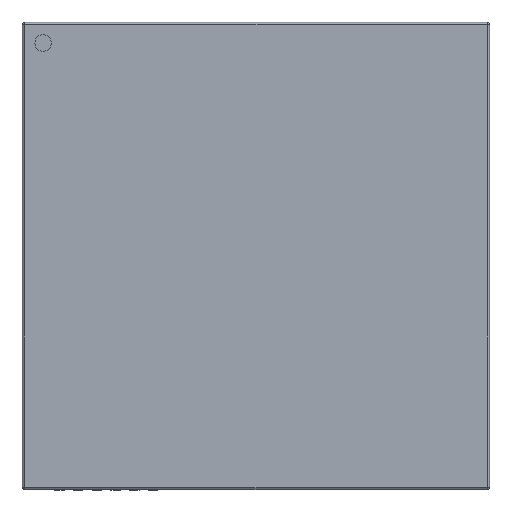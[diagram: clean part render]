
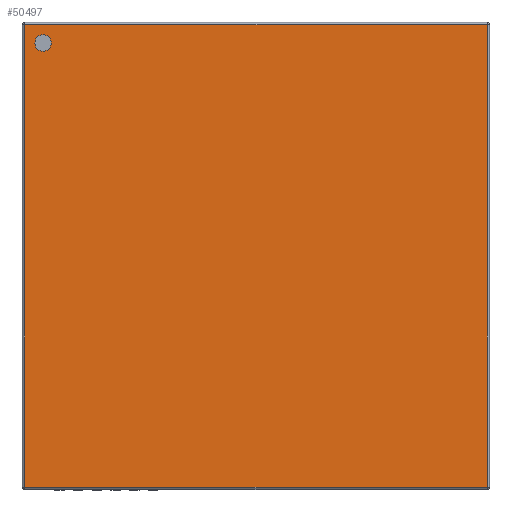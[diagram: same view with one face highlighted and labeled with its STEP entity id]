
A CAD part, top view. The second image highlights one B-rep face of the part: STEP entity #50497.
In plain terms, the highlighted planar face has unit normal (0, 0, 1).
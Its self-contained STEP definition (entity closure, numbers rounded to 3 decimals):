
#10918 = CYLINDRICAL_SURFACE('',#10919,0.05);
#10919 = AXIS2_PLACEMENT_3D('',#10920,#10921,#10922);
#10920 = CARTESIAN_POINT('',(-4.99,-4.94,0.83));
#10921 = DIRECTION('',(1.,0.,0.));
#10922 = DIRECTION('',(0.,-1.,0.));
#43214 = VERTEX_POINT('',#43215);
#43215 = CARTESIAN_POINT('',(-4.94,-4.94,0.88));
#43237 = EDGE_CURVE('',#43214,#43238,#43240,.T.);
#43238 = VERTEX_POINT('',#43239);
#43239 = CARTESIAN_POINT('',(4.94,-4.94,0.88));
#43240 = SURFACE_CURVE('',#43241,(#43245,#43252),.PCURVE_S1.);
#43241 = LINE('',#43242,#43243);
#43242 = CARTESIAN_POINT('',(-4.99,-4.94,0.88));
#43243 = VECTOR('',#43244,1.);
#43244 = DIRECTION('',(1.,0.,0.));
#43245 = PCURVE('',#10918,#43246);
#43246 = DEFINITIONAL_REPRESENTATION('',(#43247),#43251);
#43247 = LINE('',#43248,#43249);
#43248 = CARTESIAN_POINT('',(-1.571,0.));
#43249 = VECTOR('',#43250,1.);
#43250 = DIRECTION('',(-0.,1.));
#43251 = ( GEOMETRIC_REPRESENTATION_CONTEXT(2) 
PARAMETRIC_REPRESENTATION_CONTEXT() REPRESENTATION_CONTEXT('2D SPACE',''
  ) );
#43252 = PCURVE('',#43253,#43258);
#43253 = PLANE('',#43254);
#43254 = AXIS2_PLACEMENT_3D('',#43255,#43256,#43257);
#43255 = CARTESIAN_POINT('',(-4.99,-4.99,0.88));
#43256 = DIRECTION('',(0.,0.,1.));
#43257 = DIRECTION('',(1.,0.,0.));
#43258 = DEFINITIONAL_REPRESENTATION('',(#43259),#43263);
#43259 = LINE('',#43260,#43261);
#43260 = CARTESIAN_POINT('',(0.,0.05));
#43261 = VECTOR('',#43262,1.);
#43262 = DIRECTION('',(1.,0.));
#43263 = ( GEOMETRIC_REPRESENTATION_CONTEXT(2) 
PARAMETRIC_REPRESENTATION_CONTEXT() REPRESENTATION_CONTEXT('2D SPACE',''
  ) );
#43972 = CYLINDRICAL_SURFACE('',#43973,0.05);
#43973 = AXIS2_PLACEMENT_3D('',#43974,#43975,#43976);
#43974 = CARTESIAN_POINT('',(-4.94,4.94,0.83));
#43975 = DIRECTION('',(-0.,-1.,-0.));
#43976 = DIRECTION('',(-1.,0.,0.));
#46627 = CYLINDRICAL_SURFACE('',#46628,0.05);
#46628 = AXIS2_PLACEMENT_3D('',#46629,#46630,#46631);
#46629 = CARTESIAN_POINT('',(-4.99,4.94,0.83));
#46630 = DIRECTION('',(1.,0.,0.));
#46631 = DIRECTION('',(0.,1.,0.));
#47719 = CYLINDRICAL_SURFACE('',#47720,0.05);
#47720 = AXIS2_PLACEMENT_3D('',#47721,#47722,#47723);
#47721 = CARTESIAN_POINT('',(4.94,-4.94,0.83));
#47722 = DIRECTION('',(0.,1.,0.));
#47723 = DIRECTION('',(0.,0.,1.));
#50497 = ADVANCED_FACE('',(#50498,#50568),#43253,.T.);
#50498 = FACE_BOUND('',#50499,.T.);
#50499 = EDGE_LOOP('',(#50500,#50501,#50524,#50547));
#50500 = ORIENTED_EDGE('',*,*,#43237,.T.);
#50501 = ORIENTED_EDGE('',*,*,#50502,.T.);
#50502 = EDGE_CURVE('',#43238,#50503,#50505,.T.);
#50503 = VERTEX_POINT('',#50504);
#50504 = CARTESIAN_POINT('',(4.94,4.94,0.88));
#50505 = SURFACE_CURVE('',#50506,(#50510,#50517),.PCURVE_S1.);
#50506 = LINE('',#50507,#50508);
#50507 = CARTESIAN_POINT('',(4.94,-4.94,0.88));
#50508 = VECTOR('',#50509,1.);
#50509 = DIRECTION('',(0.,1.,0.));
#50510 = PCURVE('',#43253,#50511);
#50511 = DEFINITIONAL_REPRESENTATION('',(#50512),#50516);
#50512 = LINE('',#50513,#50514);
#50513 = CARTESIAN_POINT('',(9.93,0.05));
#50514 = VECTOR('',#50515,1.);
#50515 = DIRECTION('',(0.,1.));
#50516 = ( GEOMETRIC_REPRESENTATION_CONTEXT(2) 
PARAMETRIC_REPRESENTATION_CONTEXT() REPRESENTATION_CONTEXT('2D SPACE',''
  ) );
#50517 = PCURVE('',#47719,#50518);
#50518 = DEFINITIONAL_REPRESENTATION('',(#50519),#50523);
#50519 = LINE('',#50520,#50521);
#50520 = CARTESIAN_POINT('',(0.,0.));
#50521 = VECTOR('',#50522,1.);
#50522 = DIRECTION('',(0.,1.));
#50523 = ( GEOMETRIC_REPRESENTATION_CONTEXT(2) 
PARAMETRIC_REPRESENTATION_CONTEXT() REPRESENTATION_CONTEXT('2D SPACE',''
  ) );
#50524 = ORIENTED_EDGE('',*,*,#50525,.F.);
#50525 = EDGE_CURVE('',#50526,#50503,#50528,.T.);
#50526 = VERTEX_POINT('',#50527);
#50527 = CARTESIAN_POINT('',(-4.94,4.94,0.88));
#50528 = SURFACE_CURVE('',#50529,(#50533,#50540),.PCURVE_S1.);
#50529 = LINE('',#50530,#50531);
#50530 = CARTESIAN_POINT('',(-4.99,4.94,0.88));
#50531 = VECTOR('',#50532,1.);
#50532 = DIRECTION('',(1.,0.,0.));
#50533 = PCURVE('',#43253,#50534);
#50534 = DEFINITIONAL_REPRESENTATION('',(#50535),#50539);
#50535 = LINE('',#50536,#50537);
#50536 = CARTESIAN_POINT('',(0.,9.93));
#50537 = VECTOR('',#50538,1.);
#50538 = DIRECTION('',(1.,0.));
#50539 = ( GEOMETRIC_REPRESENTATION_CONTEXT(2) 
PARAMETRIC_REPRESENTATION_CONTEXT() REPRESENTATION_CONTEXT('2D SPACE',''
  ) );
#50540 = PCURVE('',#46627,#50541);
#50541 = DEFINITIONAL_REPRESENTATION('',(#50542),#50546);
#50542 = LINE('',#50543,#50544);
#50543 = CARTESIAN_POINT('',(1.571,0.));
#50544 = VECTOR('',#50545,1.);
#50545 = DIRECTION('',(0.,1.));
#50546 = ( GEOMETRIC_REPRESENTATION_CONTEXT(2) 
PARAMETRIC_REPRESENTATION_CONTEXT() REPRESENTATION_CONTEXT('2D SPACE',''
  ) );
#50547 = ORIENTED_EDGE('',*,*,#50548,.T.);
#50548 = EDGE_CURVE('',#50526,#43214,#50549,.T.);
#50549 = SURFACE_CURVE('',#50550,(#50554,#50561),.PCURVE_S1.);
#50550 = LINE('',#50551,#50552);
#50551 = CARTESIAN_POINT('',(-4.94,4.94,0.88));
#50552 = VECTOR('',#50553,1.);
#50553 = DIRECTION('',(-0.,-1.,-0.));
#50554 = PCURVE('',#43253,#50555);
#50555 = DEFINITIONAL_REPRESENTATION('',(#50556),#50560);
#50556 = LINE('',#50557,#50558);
#50557 = CARTESIAN_POINT('',(0.05,9.93));
#50558 = VECTOR('',#50559,1.);
#50559 = DIRECTION('',(-0.,-1.));
#50560 = ( GEOMETRIC_REPRESENTATION_CONTEXT(2) 
PARAMETRIC_REPRESENTATION_CONTEXT() REPRESENTATION_CONTEXT('2D SPACE',''
  ) );
#50561 = PCURVE('',#43972,#50562);
#50562 = DEFINITIONAL_REPRESENTATION('',(#50563),#50567);
#50563 = LINE('',#50564,#50565);
#50564 = CARTESIAN_POINT('',(-1.571,0.));
#50565 = VECTOR('',#50566,1.);
#50566 = DIRECTION('',(-0.,1.));
#50567 = ( GEOMETRIC_REPRESENTATION_CONTEXT(2) 
PARAMETRIC_REPRESENTATION_CONTEXT() REPRESENTATION_CONTEXT('2D SPACE',''
  ) );
#50568 = FACE_BOUND('',#50569,.T.);
#50569 = EDGE_LOOP('',(#50570));
#50570 = ORIENTED_EDGE('',*,*,#50571,.F.);
#50571 = EDGE_CURVE('',#50572,#50572,#50574,.T.);
#50572 = VERTEX_POINT('',#50573);
#50573 = CARTESIAN_POINT('',(-4.375,-4.55,0.88));
#50574 = SURFACE_CURVE('',#50575,(#50580,#50587),.PCURVE_S1.);
#50575 = CIRCLE('',#50576,0.175);
#50576 = AXIS2_PLACEMENT_3D('',#50577,#50578,#50579);
#50577 = CARTESIAN_POINT('',(-4.55,-4.55,0.88));
#50578 = DIRECTION('',(0.,0.,1.));
#50579 = DIRECTION('',(1.,0.,0.));
#50580 = PCURVE('',#43253,#50581);
#50581 = DEFINITIONAL_REPRESENTATION('',(#50582),#50586);
#50582 = CIRCLE('',#50583,0.175);
#50583 = AXIS2_PLACEMENT_2D('',#50584,#50585);
#50584 = CARTESIAN_POINT('',(0.44,0.44));
#50585 = DIRECTION('',(1.,0.));
#50586 = ( GEOMETRIC_REPRESENTATION_CONTEXT(2) 
PARAMETRIC_REPRESENTATION_CONTEXT() REPRESENTATION_CONTEXT('2D SPACE',''
  ) );
#50587 = PCURVE('',#50588,#50593);
#50588 = CYLINDRICAL_SURFACE('',#50589,0.175);
#50589 = AXIS2_PLACEMENT_3D('',#50590,#50591,#50592);
#50590 = CARTESIAN_POINT('',(-4.55,-4.55,0.88));
#50591 = DIRECTION('',(-0.,-0.,-1.));
#50592 = DIRECTION('',(1.,0.,0.));
#50593 = DEFINITIONAL_REPRESENTATION('',(#50594),#50598);
#50594 = LINE('',#50595,#50596);
#50595 = CARTESIAN_POINT('',(-0.,0.));
#50596 = VECTOR('',#50597,1.);
#50597 = DIRECTION('',(-1.,0.));
#50598 = ( GEOMETRIC_REPRESENTATION_CONTEXT(2) 
PARAMETRIC_REPRESENTATION_CONTEXT() REPRESENTATION_CONTEXT('2D SPACE',''
  ) );
